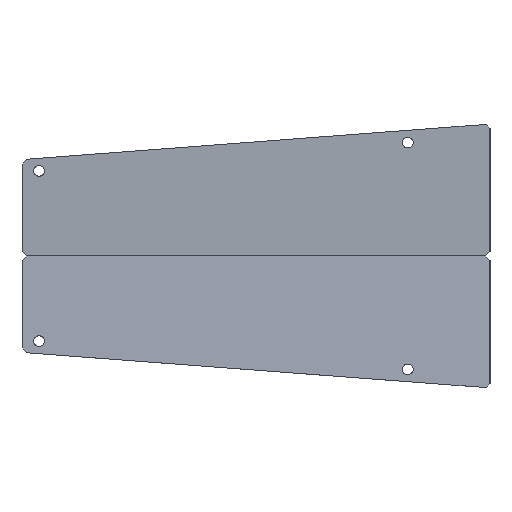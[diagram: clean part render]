
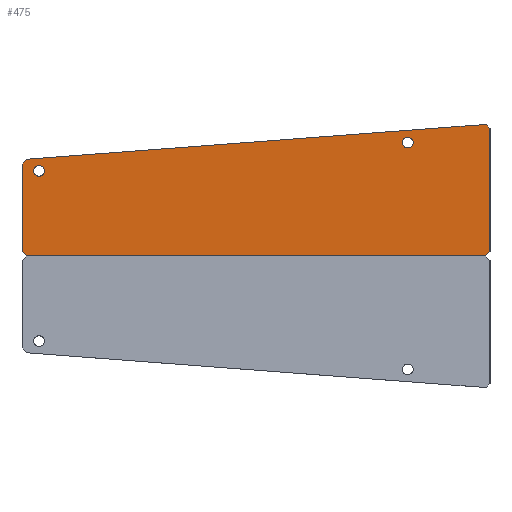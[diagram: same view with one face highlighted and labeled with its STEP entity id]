
A CAD part, top view. The second image highlights one B-rep face of the part: STEP entity #475.
In plain terms, the highlighted planar face has unit normal (0, -0.035, 0.999).
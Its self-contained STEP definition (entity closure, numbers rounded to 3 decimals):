
#11 = VECTOR ( 'NONE', #54, 1000. ) ;
#14 = CARTESIAN_POINT ( 'NONE',  ( -49.439, 0., 2. ) ) ;
#16 = CARTESIAN_POINT ( 'NONE',  ( 84.661, 40., 3.397 ) ) ;
#26 = CARTESIAN_POINT ( 'NONE',  ( -41.539, 30., 3.048 ) ) ;
#42 = FACE_BOUND ( 'NONE', #660, .T. ) ;
#43 = FACE_BOUND ( 'NONE', #681, .T. ) ;
#49 = LINE ( 'NONE', #653, #737 ) ;
#51 = FACE_OUTER_BOUND ( 'NONE', #449, .T. ) ;
#54 = DIRECTION ( 'NONE',  ( 0.707, 0.707, 0.025 ) ) ;
#60 =( BOUNDED_CURVE ( )  B_SPLINE_CURVE ( 3, ( #428, #713, #292, #343 ),
 .UNSPECIFIED., .F., .T. ) 
 B_SPLINE_CURVE_WITH_KNOTS ( ( 4, 4 ),
 ( 4.712, 7.854 ),
 .UNSPECIFIED. ) 
 CURVE ( )  GEOMETRIC_REPRESENTATION_ITEM ( )  RATIONAL_B_SPLINE_CURVE ( ( 1., 0.333, 0.333, 1. ) ) 
 REPRESENTATION_ITEM ( '' )  );
#72 = VECTOR ( 'NONE', #318, 1000. ) ;
#82 = CARTESIAN_POINT ( 'NONE',  ( -48.688, 0.75, 2.026 ) ) ;
#83 = EDGE_CURVE ( 'NONE', #353, #877, #227, .T. ) ;
#96 = EDGE_CURVE ( 'NONE', #844, #859, #254, .T. ) ;
#102 = CARTESIAN_POINT ( 'NONE',  ( 88.461, 40., 3.397 ) ) ;
#105 = LINE ( 'NONE', #82, #114 ) ;
#114 = VECTOR ( 'NONE', #159, 1000. ) ;
#117 = EDGE_CURVE ( 'NONE', #808, #844, #225, .T. ) ;
#142 = DIRECTION ( 'NONE',  ( 1., 0., 0. ) ) ;
#159 = DIRECTION ( 'NONE',  ( 0.707, -0.707, -0.025 ) ) ;
#188 = ORIENTED_EDGE ( 'NONE', *, *, #192, .T. ) ;
#190 = VECTOR ( 'NONE', #142, 1000. ) ;
#191 = CARTESIAN_POINT ( 'NONE',  ( 84.661, 40., 3.397 ) ) ;
#192 = EDGE_CURVE ( 'NONE', #869, #799, #196, .T. ) ;
#196 = LINE ( 'NONE', #14, #190 ) ;
#215 = VECTOR ( 'NONE', #524, 1000. ) ;
#221 = EDGE_CURVE ( 'NONE', #435, #336, #384, .T. ) ;
#225 = LINE ( 'NONE', #234, #215 ) ;
#226 = VECTOR ( 'NONE', #471, 1000. ) ;
#227 = LINE ( 'NONE', #304, #226 ) ;
#233 = CARTESIAN_POINT ( 'NONE',  ( -49.439, 0., 2. ) ) ;
#234 = CARTESIAN_POINT ( 'NONE',  ( -65.449, 13.738, 2.48 ) ) ;
#240 = VECTOR ( 'NONE', #817, 1000. ) ;
#254 = LINE ( 'NONE', #878, #240 ) ;
#261 =( BOUNDED_CURVE ( )  B_SPLINE_CURVE ( 3, ( #102, #504, #647, #526 ),
 .UNSPECIFIED., .F., .T. ) 
 B_SPLINE_CURVE_WITH_KNOTS ( ( 4, 4 ),
 ( 1.571, 4.712 ),
 .UNSPECIFIED. ) 
 CURVE ( )  GEOMETRIC_REPRESENTATION_ITEM ( )  RATIONAL_B_SPLINE_CURVE ( ( 1., 0.333, 0.333, 1. ) ) 
 REPRESENTATION_ITEM ( '' )  );
#282 = EDGE_CURVE ( 'NONE', #336, #435, #261, .T. ) ;
#287 = CARTESIAN_POINT ( 'NONE',  ( 84.661, 36.2, 3.264 ) ) ;
#288 = VERTEX_POINT ( 'NONE', #437 ) ;
#292 = CARTESIAN_POINT ( 'NONE',  ( -41.539, 26.2, 2.915 ) ) ;
#297 = LINE ( 'NONE', #756, #72 ) ;
#301 = CARTESIAN_POINT ( 'NONE',  ( 114.061, 0., 2. ) ) ;
#304 = CARTESIAN_POINT ( 'NONE',  ( 115.561, 0., 2. ) ) ;
#311 = CARTESIAN_POINT ( 'NONE',  ( 88.461, 36.2, 3.264 ) ) ;
#318 = DIRECTION ( 'NONE',  ( -0.707, 0.707, 0.025 ) ) ;
#336 = VERTEX_POINT ( 'NONE', #673 ) ;
#343 = CARTESIAN_POINT ( 'NONE',  ( -41.539, 30., 3.048 ) ) ;
#353 = VERTEX_POINT ( 'NONE', #751 ) ;
#366 = EDGE_CURVE ( 'NONE', #859, #869, #105, .T. ) ;
#384 =( BOUNDED_CURVE ( )  B_SPLINE_CURVE ( 3, ( #191, #287, #311, #635 ),
 .UNSPECIFIED., .F., .F. ) 
 B_SPLINE_CURVE_WITH_KNOTS ( ( 4, 4 ),
 ( 4.712, 7.854 ),
 .UNSPECIFIED. ) 
 CURVE ( )  GEOMETRIC_REPRESENTATION_ITEM ( )  RATIONAL_B_SPLINE_CURVE ( ( 1., 0.333, 0.333, 1. ) ) 
 REPRESENTATION_ITEM ( '' )  );
#422 = AXIS2_PLACEMENT_3D ( 'NONE', #233, #663, #462 ) ;
#425 = CARTESIAN_POINT ( 'NONE',  ( -45.339, 30., 3.048 ) ) ;
#427 = CARTESIAN_POINT ( 'NONE',  ( -47.943, 34.113, 3.191 ) ) ;
#428 = CARTESIAN_POINT ( 'NONE',  ( -45.339, 30., 3.048 ) ) ;
#435 = VERTEX_POINT ( 'NONE', #16 ) ;
#437 = CARTESIAN_POINT ( 'NONE',  ( 114.167, 46.394, 3.62 ) ) ;
#445 = EDGE_CURVE ( 'NONE', #793, #680, #60, .T. ) ;
#449 = EDGE_LOOP ( 'NONE', ( #729, #742, #715, #714, #188, #711, #707, #701 ) ) ;
#462 = DIRECTION ( 'NONE',  ( 0., -0.999, -0.035 ) ) ;
#471 = DIRECTION ( 'NONE',  ( 0., 0.999, 0.035 ) ) ;
#475 = ADVANCED_FACE ( 'NONE', ( #42, #51, #43 ), #528, .T. ) ;
#489 = ORIENTED_EDGE ( 'NONE', *, *, #282, .F. ) ;
#491 = ORIENTED_EDGE ( 'NONE', *, *, #221, .F. ) ;
#504 = CARTESIAN_POINT ( 'NONE',  ( 88.461, 43.8, 3.53 ) ) ;
#524 = DIRECTION ( 'NONE',  ( -0.651, -0.758, -0.026 ) ) ;
#526 = CARTESIAN_POINT ( 'NONE',  ( 84.661, 40., 3.397 ) ) ;
#528 = PLANE ( 'NONE',  #422 ) ;
#574 = CARTESIAN_POINT ( 'NONE',  ( 115.561, 45., 3.571 ) ) ;
#598 = EDGE_CURVE ( 'NONE', #799, #353, #651, .T. ) ;
#619 = CARTESIAN_POINT ( 'NONE',  ( -47.939, 0., 2. ) ) ;
#627 = CARTESIAN_POINT ( 'NONE',  ( -49.439, 32.372, 3.13 ) ) ;
#635 = CARTESIAN_POINT ( 'NONE',  ( 88.461, 40., 3.397 ) ) ;
#638 = EDGE_CURVE ( 'NONE', #877, #288, #297, .T. ) ;
#647 = CARTESIAN_POINT ( 'NONE',  ( 84.661, 43.8, 3.53 ) ) ;
#651 = LINE ( 'NONE', #787, #11 ) ;
#653 = CARTESIAN_POINT ( 'NONE',  ( 115.557, 46.5, 3.624 ) ) ;
#656 = ORIENTED_EDGE ( 'NONE', *, *, #445, .F. ) ;
#660 = EDGE_LOOP ( 'NONE', ( #491, #489 ) ) ;
#663 = DIRECTION ( 'NONE',  ( 0., -0.035, 0.999 ) ) ;
#673 = CARTESIAN_POINT ( 'NONE',  ( 88.461, 40., 3.397 ) ) ;
#680 = VERTEX_POINT ( 'NONE', #26 ) ;
#681 = EDGE_LOOP ( 'NONE', ( #656, #686 ) ) ;
#686 = ORIENTED_EDGE ( 'NONE', *, *, #857, .F. ) ;
#701 = ORIENTED_EDGE ( 'NONE', *, *, #638, .T. ) ;
#707 = ORIENTED_EDGE ( 'NONE', *, *, #83, .T. ) ;
#711 = ORIENTED_EDGE ( 'NONE', *, *, #598, .T. ) ;
#713 = CARTESIAN_POINT ( 'NONE',  ( -45.339, 26.2, 2.915 ) ) ;
#714 = ORIENTED_EDGE ( 'NONE', *, *, #366, .T. ) ;
#715 = ORIENTED_EDGE ( 'NONE', *, *, #96, .T. ) ;
#720 = CARTESIAN_POINT ( 'NONE',  ( -45.339, 33.8, 3.18 ) ) ;
#729 = ORIENTED_EDGE ( 'NONE', *, *, #833, .T. ) ;
#737 = VECTOR ( 'NONE', #825, 1000. ) ;
#742 = ORIENTED_EDGE ( 'NONE', *, *, #117, .T. ) ;
#750 = CARTESIAN_POINT ( 'NONE',  ( -45.339, 30., 3.048 ) ) ;
#751 = CARTESIAN_POINT ( 'NONE',  ( 115.561, 1.5, 2.052 ) ) ;
#756 = CARTESIAN_POINT ( 'NONE',  ( 55.625, 104.936, 5.664 ) ) ;
#766 = CARTESIAN_POINT ( 'NONE',  ( -41.539, 30., 3.048 ) ) ;
#778 =( BOUNDED_CURVE ( )  B_SPLINE_CURVE ( 3, ( #766, #823, #720, #750 ),
 .UNSPECIFIED., .F., .T. ) 
 B_SPLINE_CURVE_WITH_KNOTS ( ( 4, 4 ),
 ( 1.571, 4.712 ),
 .UNSPECIFIED. ) 
 CURVE ( )  GEOMETRIC_REPRESENTATION_ITEM ( )  RATIONAL_B_SPLINE_CURVE ( ( 1., 0.333, 0.333, 1. ) ) 
 REPRESENTATION_ITEM ( '' )  );
#787 = CARTESIAN_POINT ( 'NONE',  ( 32.361, -81.7, -0.853 ) ) ;
#793 = VERTEX_POINT ( 'NONE', #425 ) ;
#799 = VERTEX_POINT ( 'NONE', #301 ) ;
#808 = VERTEX_POINT ( 'NONE', #427 ) ;
#811 = CARTESIAN_POINT ( 'NONE',  ( -49.439, 1.5, 2.052 ) ) ;
#817 = DIRECTION ( 'NONE',  ( 0., -0.999, -0.035 ) ) ;
#823 = CARTESIAN_POINT ( 'NONE',  ( -41.539, 33.8, 3.18 ) ) ;
#825 = DIRECTION ( 'NONE',  ( -0.997, -0.076, -0.003 ) ) ;
#833 = EDGE_CURVE ( 'NONE', #288, #808, #49, .T. ) ;
#844 = VERTEX_POINT ( 'NONE', #627 ) ;
#857 = EDGE_CURVE ( 'NONE', #680, #793, #778, .T. ) ;
#859 = VERTEX_POINT ( 'NONE', #811 ) ;
#869 = VERTEX_POINT ( 'NONE', #619 ) ;
#877 = VERTEX_POINT ( 'NONE', #574 ) ;
#878 = CARTESIAN_POINT ( 'NONE',  ( -49.439, 33.959, 3.186 ) ) ;
